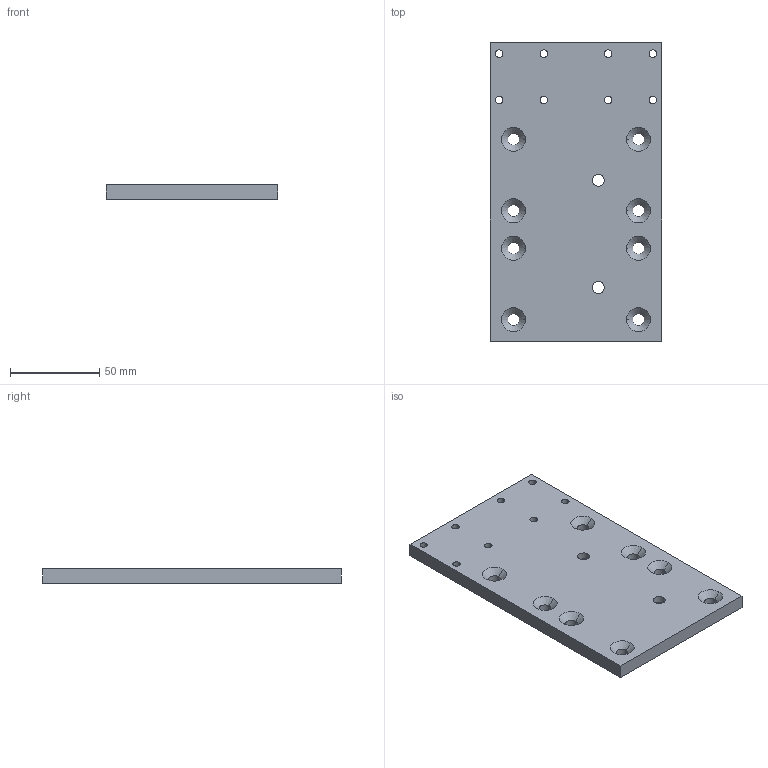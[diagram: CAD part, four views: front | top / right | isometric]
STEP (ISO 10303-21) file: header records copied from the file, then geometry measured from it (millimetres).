
FILE_DESCRIPTION (( 'STEP AP214' ), '1' );
FILE_NAME ('RecoaterStagePlate.STEP', '2021-11-24T11:30:25', ( '' ), ( '' ), 'SwSTEP 2.0', 'SolidWorks 2020', '' );
FILE_SCHEMA (( 'AUTOMOTIVE_DESIGN' ));
Length unit declared in the file: millimetre
Products named in the file (1): RecoaterStagePlate
Bounding box: 96 x 167 x 8 mm (x, y, z)
Volume: 122882.4 mm3; surface area: 37603.5 mm2
Topology: 1 solids, 1 shells, 62 faces, 160 edges, 100 vertices
Faces by surface type: cylinder 36, cone 20, plane 6
Entity records: 2198 total; most frequent: DIRECTION 378, CARTESIAN_POINT 323, ORIENTED_EDGE 320, EDGE_CURVE 160, AXIS2_PLACEMENT_3D 155, VERTEX_POINT 100, EDGE_LOOP 98, CIRCLE 92
